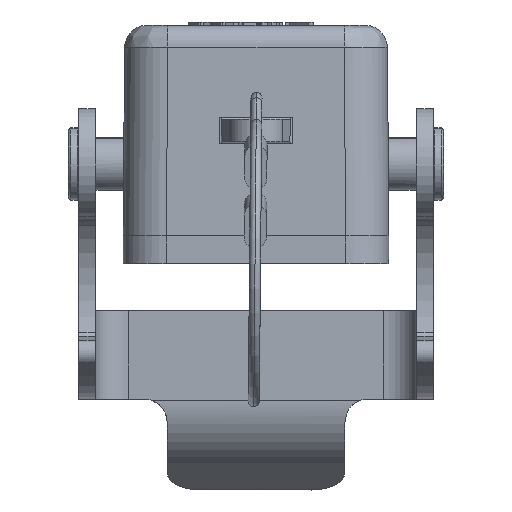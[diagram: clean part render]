
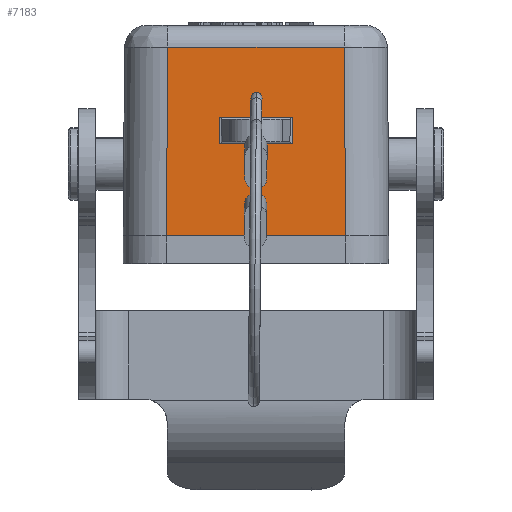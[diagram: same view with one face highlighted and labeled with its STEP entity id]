
A CAD part, top view. The second image highlights one B-rep face of the part: STEP entity #7183.
In plain terms, the highlighted planar face has unit normal (0, 0.009, 1).
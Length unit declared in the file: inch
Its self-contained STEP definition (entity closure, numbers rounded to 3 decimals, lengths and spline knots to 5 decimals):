
#1133=CARTESIAN_POINT('',(-0.12762,1.33922,
1.15445));
#1225=DIRECTION('',(1.,0.,0.));
#1226=VECTOR('',#1225,0.62611);
#1227=CARTESIAN_POINT('',(-0.12762,1.33922,
1.15445));
#1228=LINE('',#1227,#1226);
#2090=DIRECTION('',(-0.009,-1.,0.009));
#2091=VECTOR('',#2090,0.67003);
#2092=CARTESIAN_POINT('',(-0.12762,1.33922,
1.15445));
#2093=LINE('',#2092,#2091);
#2094=DIRECTION('',(-0.009,1.,-0.009));
#2095=VECTOR('',#2094,0.67003);
#2096=CARTESIAN_POINT('',(0.50434,0.66924,
1.16029));
#2097=LINE('',#2096,#2095);
#2098=DIRECTION('',(1.,0.,0.));
#2099=VECTOR('',#2098,0.6378);
#2100=CARTESIAN_POINT('',(-0.13346,0.66924,
1.16029));
#2101=LINE('',#2100,#2099);
#2102=DIRECTION('',(-0.003,-1.,0.009));
#2103=VECTOR('',#2102,0.09449);
#2104=CARTESIAN_POINT('',(0.31384,1.09043,1.15662));
#2105=LINE('',#2104,#2103);
#2106=DIRECTION('',(-0.003,1.,-0.009));
#2107=VECTOR('',#2106,0.09449);
#2108=CARTESIAN_POINT('',(0.05734,0.99595,
1.15744));
#2109=LINE('',#2108,#2107);
#3377=CARTESIAN_POINT('',(0.31354,0.99595,
1.15744));
#3389=DIRECTION('',(1.,0.,0.));
#3390=VECTOR('',#3389,0.2562);
#3391=CARTESIAN_POINT('',(0.05734,0.99595,
1.15744));
#3392=LINE('',#3391,#3390);
#3423=CARTESIAN_POINT('',(0.05704,1.09043,1.15662));
#3435=DIRECTION('',(-1.,0.,0.));
#3436=VECTOR('',#3435,0.2568);
#3437=CARTESIAN_POINT('',(0.31384,1.09043,1.15662));
#3438=LINE('',#3437,#3436);
#3453=CARTESIAN_POINT('',(0.05734,0.99595,
1.15744));
#3952=VERTEX_POINT('',#1133);
#3955=CARTESIAN_POINT('',(0.49849,1.33922,1.15445));
#3956=VERTEX_POINT('',#3955);
#3959=VERTEX_POINT('',#3377);
#3960=CARTESIAN_POINT('',(0.31384,1.09043,1.15662));
#3961=VERTEX_POINT('',#3960);
#3962=VERTEX_POINT('',#3423);
#3963=VERTEX_POINT('',#3453);
#4096=CARTESIAN_POINT('',(-0.13346,0.66924,
1.16029));
#4097=CARTESIAN_POINT('',(0.50434,0.66924,
1.16029));
#4098=VERTEX_POINT('',#4096);
#4099=VERTEX_POINT('',#4097);
#7160=CARTESIAN_POINT('',(-0.34475,0.66924,
1.16029));
#7161=DIRECTION('',(0.,0.009,1.));
#7162=DIRECTION('',(1.,0.,0.));
#7163=AXIS2_PLACEMENT_3D('',#7160,#7161,#7162);
#7164=PLANE('',#7163);
#7165=ORIENTED_EDGE('',*,*,#5804,.F.);
#7166=ORIENTED_EDGE('',*,*,#5969,.T.);
#7168=ORIENTED_EDGE('',*,*,#7167,.F.);
#7170=ORIENTED_EDGE('',*,*,#7169,.F.);
#7171=EDGE_LOOP('',(#7165,#7166,#7168,#7170));
#7172=FACE_OUTER_BOUND('',#7171,.F.);
#7174=ORIENTED_EDGE('',*,*,#7173,.T.);
#7176=ORIENTED_EDGE('',*,*,#7175,.F.);
#7178=ORIENTED_EDGE('',*,*,#7177,.T.);
#7180=ORIENTED_EDGE('',*,*,#7179,.F.);
#7181=EDGE_LOOP('',(#7174,#7176,#7178,#7180));
#7182=FACE_BOUND('',#7181,.F.);
#7183=ADVANCED_FACE('',(#7172,#7182),#7164,.T.);
#5804=EDGE_CURVE('',#3952,#4098,#2093,.T.);
#5969=EDGE_CURVE('',#3952,#3956,#1228,.T.);
#7167=EDGE_CURVE('',#4099,#3956,#2097,.T.);
#7169=EDGE_CURVE('',#4098,#4099,#2101,.T.);
#7173=EDGE_CURVE('',#3963,#3959,#3392,.T.);
#7175=EDGE_CURVE('',#3961,#3959,#2105,.T.);
#7177=EDGE_CURVE('',#3961,#3962,#3438,.T.);
#7179=EDGE_CURVE('',#3963,#3962,#2109,.T.);
